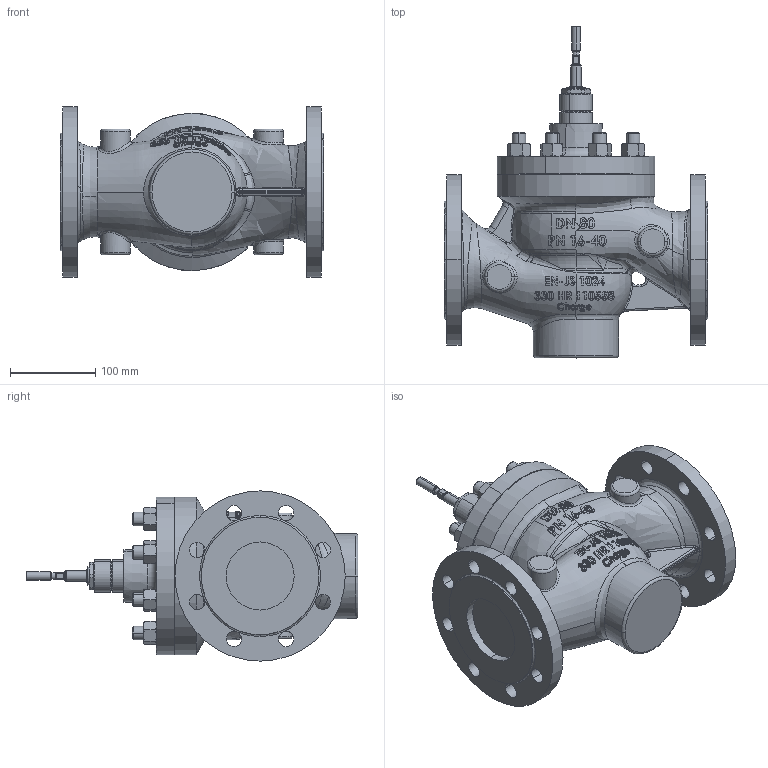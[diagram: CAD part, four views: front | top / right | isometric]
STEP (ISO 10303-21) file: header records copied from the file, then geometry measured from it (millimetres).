
FILE_DESCRIPTION (( 'STEP AP214' ), '1' );
FILE_NAME ('BR225 DN80 XXX PN16-40 for MC_STEP (Defeature).STEP', '2015-02-27T09:32:07', ( 'tdietz' ), ( '' ), 'SwSTEP 2.0', 'SolidWorks 2014', '' );
FILE_SCHEMA (( 'AUTOMOTIVE_DESIGN' ));
Length unit declared in the file: millimetre
Products named in the file (1): BR225 DN80 XXX PN16-40 for MC_STEP (Defeature)
Bounding box: 310 x 390 x 200 mm (x, y, z)
Volume: 6383955.4 mm3; surface area: 395204.6 mm2
Topology: 1 solids, 1 shells, 1052 faces, 2719 edges, 1716 vertices
Faces by surface type: bspline 353, plane 315, cylinder 139, cone 136, torus 75, sphere 34
Entity records: 222960 total; most frequent: CARTESIAN_POINT 197031, ORIENTED_EDGE 5396, DIRECTION 3768, EDGE_CURVE 2698, VERTEX_POINT 1714, AXIS2_PLACEMENT_3D 1546, B_SPLINE_CURVE_WITH_KNOTS 1174, EDGE_LOOP 1170
